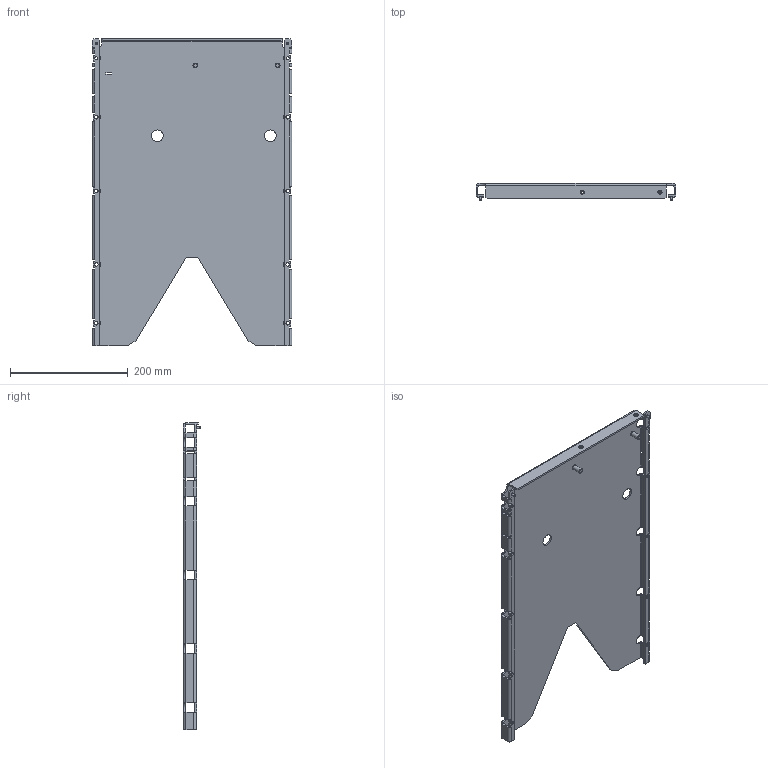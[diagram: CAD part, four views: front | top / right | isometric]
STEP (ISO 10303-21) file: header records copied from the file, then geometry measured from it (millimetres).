
FILE_DESCRIPTION(/* description */ (''),/* implementation_level */ '2;1');
FILE_NAME(/* name */ '70CTC1112197_B.stp',/* time_stamp */ '2024-01-22T09:50:09+02:00',/* author */ (''),/* organization */ (''),/* preprocessor_version */ 'ST-DEVELOPER v16.7',/* originating_system */ 'SIEMENS PLM Software NX 1892',/* authorisation */ '');
FILE_SCHEMA (('AUTOMOTIVE_DESIGN { 1 0 10303 214 3 1 1 1 }'));
Length unit declared in the file: millimetre
Products named in the file (5): PEM-TPS-4x10; SO-M5-4; PEM-FH-M8-20; 70CTC1112197; 70CTC1112197_dwg
Assembly tree (7 placements, depth 3):
  70CTC1112197_dwg
    70CTC1112197
      PEM-FH-M8-20  x2
      SO-M5-4  x2
      PEM-TPS-4x10  x2
Bounding box: 339 x 29.5 x 522.1 mm (x, y, z)
Volume: 564515.3 mm3; surface area: 388019.5 mm2
Topology: 7 solids, 7 shells, 350 faces, 962 edges, 618 vertices
Faces by surface type: plane 204, cylinder 128, cone 18
Full cylindrical faces by diameter (mm): 4 x4, 4.134 x2, 4.813 x4, 5 x2, 5.206 x2, 6 x8, 6.12 x2, 6.408 x2, 6.764 x4, 7.12 x6, 7.14 x2, 8 x6, 8.5 x2, 9.6 x2, 20 x2
Entity records: 9894 total; most frequent: CARTESIAN_POINT 1756, DIRECTION 1662, ORIENTED_EDGE 1638, EDGE_CURVE 819, LINE 580, VECTOR 580, VERTEX_POINT 549, AXIS2_PLACEMENT_3D 541
